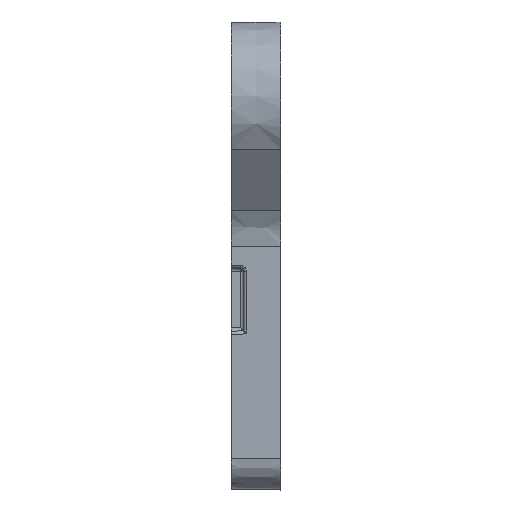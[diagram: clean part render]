
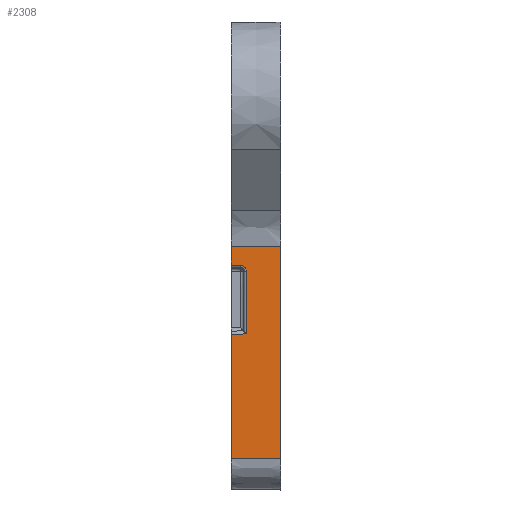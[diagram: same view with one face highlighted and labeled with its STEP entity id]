
A CAD part, left-side view. The second image highlights one B-rep face of the part: STEP entity #2308.
In plain terms, the highlighted planar face has unit normal (-1, 0.018, 0).
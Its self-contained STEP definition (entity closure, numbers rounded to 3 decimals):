
#2017 = EDGE_CURVE ( 'NONE', #2195, #2176, #7279, .T. ) ;
#2093 = EDGE_CURVE ( 'NONE', #3465, #2195, #7735, .T. ) ;
#2102 = EDGE_CURVE ( 'NONE', #2176, #2194, #7563, .T. ) ;
#2176 = VERTEX_POINT ( 'NONE', #7917 ) ;
#2194 = VERTEX_POINT ( 'NONE', #7900 ) ;
#2195 = VERTEX_POINT ( 'NONE', #7902 ) ;
#2308 = ADVANCED_FACE ( 'NONE', ( #8383 ), #8441, .T. ) ;
#2311 = EDGE_CURVE ( 'NONE', #3464, #2316, #8436, .T. ) ;
#2316 = VERTEX_POINT ( 'NONE', #8427 ) ;
#2338 = EDGE_CURVE ( 'NONE', #2357, #2373, #8321, .T. ) ;
#2346 = EDGE_LOOP ( 'NONE', ( #2347, #2350, #2351, #2352, #2354, #2355, #2356, #2361, #2363 ) ) ;
#2347 = ORIENTED_EDGE ( 'NONE', *, *, #2348, .T. ) ;
#2348 = EDGE_CURVE ( 'NONE', #2370, #2316, #8309, .T. ) ;
#2350 = ORIENTED_EDGE ( 'NONE', *, *, #2311, .F. ) ;
#2351 = ORIENTED_EDGE ( 'NONE', *, *, #3463, .T. ) ;
#2352 = ORIENTED_EDGE ( 'NONE', *, *, #2093, .T. ) ;
#2354 = ORIENTED_EDGE ( 'NONE', *, *, #2017, .T. ) ;
#2355 = ORIENTED_EDGE ( 'NONE', *, *, #2102, .T. ) ;
#2356 = ORIENTED_EDGE ( 'NONE', *, *, #2360, .F. ) ;
#2357 = VERTEX_POINT ( 'NONE', #8301 ) ;
#2360 = EDGE_CURVE ( 'NONE', #2357, #2194, #8300, .T. ) ;
#2361 = ORIENTED_EDGE ( 'NONE', *, *, #2338, .T. ) ;
#2363 = ORIENTED_EDGE ( 'NONE', *, *, #2372, .T. ) ;
#2370 = VERTEX_POINT ( 'NONE', #8294 ) ;
#2372 = EDGE_CURVE ( 'NONE', #2373, #2370, #8286, .T. ) ;
#2373 = VERTEX_POINT ( 'NONE', #8285 ) ;
#3463 = EDGE_CURVE ( 'NONE', #3464, #3465, #10737, .T. ) ;
#3464 = VERTEX_POINT ( 'NONE', #10736 ) ;
#3465 = VERTEX_POINT ( 'NONE', #10738 ) ;
#7276 = DIRECTION ( 'NONE',  ( 0., 0., -1. ) ) ;
#7277 = VECTOR ( 'NONE', #7276, 1000. ) ;
#7278 = CARTESIAN_POINT ( 'NONE',  ( -164.404, -2.491, -45.122 ) ) ;
#7279 = LINE ( 'NONE', #7278, #7277 ) ;
#7557 = DIRECTION ( 'NONE',  ( 0.017, 1., -0.017 ) ) ;
#7558 = VECTOR ( 'NONE', #7557, 1000. ) ;
#7559 = CARTESIAN_POINT ( 'NONE',  ( -164.404, -2.491, -21.991 ) ) ;
#7563 = LINE ( 'NONE', #7559, #7558 ) ;
#7720 = CARTESIAN_POINT ( 'NONE',  ( -164.404, -2.491, -11.991 ) ) ;
#7721 = CARTESIAN_POINT ( 'NONE',  ( -164.404, -2.491, -11.858 ) ) ;
#7722 = CARTESIAN_POINT ( 'NONE',  ( -164.403, -2.466, -11.732 ) ) ;
#7723 = CARTESIAN_POINT ( 'NONE',  ( -164.402, -2.392, -11.553 ) ) ;
#7724 = CARTESIAN_POINT ( 'NONE',  ( -164.402, -2.361, -11.494 ) ) ;
#7725 = CARTESIAN_POINT ( 'NONE',  ( -164.4, -2.29, -11.386 ) ) ;
#7726 = CARTESIAN_POINT ( 'NONE',  ( -164.4, -2.25, -11.336 ) ) ;
#7727 = CARTESIAN_POINT ( 'NONE',  ( -164.397, -2.114, -11.198 ) ) ;
#7728 = CARTESIAN_POINT ( 'NONE',  ( -164.395, -2.007, -11.125 ) ) ;
#7729 = CARTESIAN_POINT ( 'NONE',  ( -164.392, -1.825, -11.046 ) ) ;
#7730 = CARTESIAN_POINT ( 'NONE',  ( -164.391, -1.765, -11.027 ) ) ;
#7731 = CARTESIAN_POINT ( 'NONE',  ( -164.389, -1.64, -11. ) ) ;
#7732 = CARTESIAN_POINT ( 'NONE',  ( -164.388, -1.575, -10.993 ) ) ;
#7733 = CARTESIAN_POINT ( 'NONE',  ( -164.387, -1.509, -10.992 ) ) ;
#7735 = B_SPLINE_CURVE_WITH_KNOTS ( 'NONE', 3,
 ( #7733, #7732, #7731, #7730, #7729, #7728, #7727, #7726, #7725, #7724, #7723, #7722, #7721, #7720 ),
 .UNSPECIFIED., .F., .F.,
 ( 4, 2, 2, 2, 2, 2, 4 ),
 ( 0., 0.125, 0.25, 0.5, 0.625, 0.75, 1. ),
 .UNSPECIFIED. ) ;
#7900 = CARTESIAN_POINT ( 'NONE',  ( -164.36, 0., -22.035 ) ) ;
#7902 = CARTESIAN_POINT ( 'NONE',  ( -164.404, -2.491, -11.991 ) ) ;
#7917 = CARTESIAN_POINT ( 'NONE',  ( -164.404, -2.491, -21.991 ) ) ;
#8280 = CARTESIAN_POINT ( 'NONE',  ( -164.5, -8., -7.962 ) ) ;
#8281 = CARTESIAN_POINT ( 'NONE',  ( -164.5, -8., -19.308 ) ) ;
#8282 = CARTESIAN_POINT ( 'NONE',  ( -164.5, -8., -30.654 ) ) ;
#8283 = CARTESIAN_POINT ( 'NONE',  ( -164.5, -8., -42. ) ) ;
#8285 = CARTESIAN_POINT ( 'NONE',  ( -164.5, -8., -42. ) ) ;
#8286 = B_SPLINE_CURVE_WITH_KNOTS ( 'NONE', 3,
 ( #8283, #8282, #8281, #8280 ),
 .UNSPECIFIED., .F., .F.,
 ( 4, 4 ),
 ( 0., 1. ),
 .UNSPECIFIED. ) ;
#8294 = CARTESIAN_POINT ( 'NONE',  ( -164.5, -8., -7.962 ) ) ;
#8297 = DIRECTION ( 'NONE',  ( 0., 0., 1. ) ) ;
#8298 = VECTOR ( 'NONE', #8297, 1000. ) ;
#8299 = CARTESIAN_POINT ( 'NONE',  ( -164.36, 0., 0. ) ) ;
#8300 = LINE ( 'NONE', #8299, #8298 ) ;
#8301 = CARTESIAN_POINT ( 'NONE',  ( -164.36, 0., -42. ) ) ;
#8306 = DIRECTION ( 'NONE',  ( 0.017, 1., 0. ) ) ;
#8307 = VECTOR ( 'NONE', #8306, 1000. ) ;
#8308 = CARTESIAN_POINT ( 'NONE',  ( -164.43, -4., -7.962 ) ) ;
#8309 = LINE ( 'NONE', #8308, #8307 ) ;
#8318 = DIRECTION ( 'NONE',  ( -0.017, -1., 0. ) ) ;
#8319 = VECTOR ( 'NONE', #8318, 1000. ) ;
#8320 = CARTESIAN_POINT ( 'NONE',  ( -164.5, -8., -42. ) ) ;
#8321 = LINE ( 'NONE', #8320, #8319 ) ;
#8383 = FACE_OUTER_BOUND ( 'NONE', #2346, .T. ) ;
#8427 = CARTESIAN_POINT ( 'NONE',  ( -164.36, 0., -7.962 ) ) ;
#8433 = DIRECTION ( 'NONE',  ( 0., 0., 1. ) ) ;
#8434 = VECTOR ( 'NONE', #8433, 1000. ) ;
#8435 = CARTESIAN_POINT ( 'NONE',  ( -164.36, 0., 0. ) ) ;
#8436 = LINE ( 'NONE', #8435, #8434 ) ;
#8437 = DIRECTION ( 'NONE',  ( -0.017, -1., 0. ) ) ;
#8438 = DIRECTION ( 'NONE',  ( -1., 0.017, 0. ) ) ;
#8439 = AXIS2_PLACEMENT_3D ( 'NONE', #8440, #8438, #8437 ) ;
#8440 = CARTESIAN_POINT ( 'NONE',  ( -164.5, -8., -45.122 ) ) ;
#8441 = PLANE ( 'NONE',  #8439 ) ;
#10732 = CARTESIAN_POINT ( 'NONE',  ( -164.387, -1.509, -10.992 ) ) ;
#10733 = CARTESIAN_POINT ( 'NONE',  ( -164.378, -1.006, -10.983 ) ) ;
#10734 = CARTESIAN_POINT ( 'NONE',  ( -164.369, -0.503, -10.974 ) ) ;
#10735 = CARTESIAN_POINT ( 'NONE',  ( -164.36, 0., -10.965 ) ) ;
#10736 = CARTESIAN_POINT ( 'NONE',  ( -164.36, 0., -10.965 ) ) ;
#10737 = B_SPLINE_CURVE_WITH_KNOTS ( 'NONE', 3,
 ( #10735, #10734, #10733, #10732 ),
 .UNSPECIFIED., .F., .F.,
 ( 4, 4 ),
 ( 0., 1. ),
 .UNSPECIFIED. ) ;
#10738 = CARTESIAN_POINT ( 'NONE',  ( -164.387, -1.509, -10.992 ) ) ;
